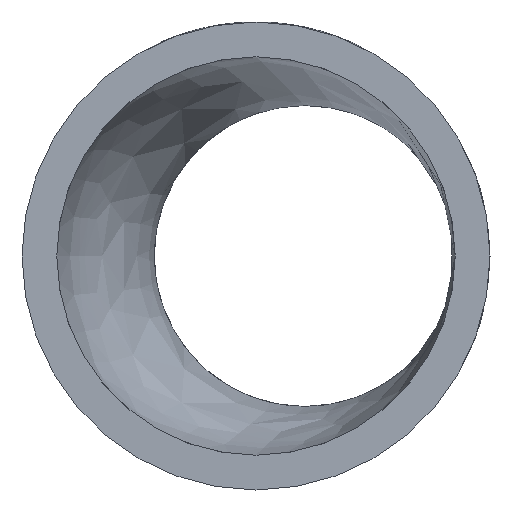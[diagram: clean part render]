
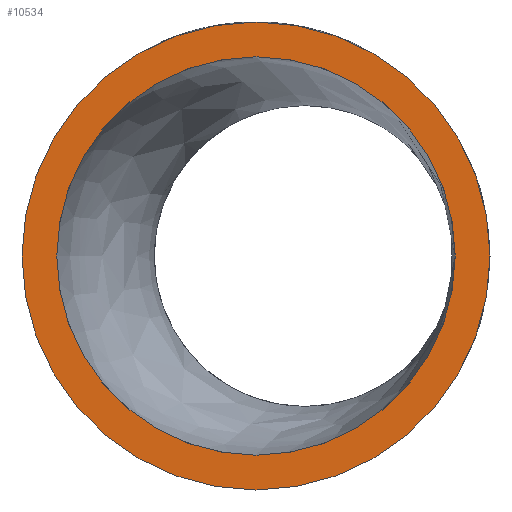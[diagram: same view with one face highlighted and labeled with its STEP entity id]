
A CAD part, left-side view. The second image highlights one B-rep face of the part: STEP entity #10534.
In plain terms, the highlighted planar face has unit normal (-1, 0, 0).
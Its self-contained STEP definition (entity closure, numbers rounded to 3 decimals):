
#17 = PLANE ( 'NONE',  #7241 ) ;
#626 = CARTESIAN_POINT ( 'NONE',  ( 0., 0., 0. ) ) ;
#682 = VERTEX_POINT ( 'NONE', #10400 ) ;
#1035 = FACE_BOUND ( 'NONE', #3603, .T. ) ;
#1484 = ORIENTED_EDGE ( 'NONE', *, *, #2714, .T. ) ;
#2496 = AXIS2_PLACEMENT_3D ( 'NONE', #626, #5052, #8703 ) ;
#2714 = EDGE_CURVE ( 'NONE', #10343, #10343, #11418, .T. ) ;
#3180 = EDGE_LOOP ( 'NONE', ( #1484 ) ) ;
#3603 = EDGE_LOOP ( 'NONE', ( #10921 ) ) ;
#3648 = DIRECTION ( 'NONE',  ( 0., 0., 1. ) ) ;
#3942 = CARTESIAN_POINT ( 'NONE',  ( 0., 0., 0. ) ) ;
#5052 = DIRECTION ( 'NONE',  ( -1., 0., 0. ) ) ;
#5929 = DIRECTION ( 'NONE',  ( 0., 0., 1. ) ) ;
#6424 = DIRECTION ( 'NONE',  ( -1., 0., 0. ) ) ;
#7241 = AXIS2_PLACEMENT_3D ( 'NONE', #9166, #6424, #3648 ) ;
#7440 = CIRCLE ( 'NONE', #2496, 11.45 ) ;
#7570 = DIRECTION ( 'NONE',  ( -1., 0., 0. ) ) ;
#8349 = FACE_OUTER_BOUND ( 'NONE', #3180, .T. ) ;
#8703 = DIRECTION ( 'NONE',  ( 0., 0., 1. ) ) ;
#8824 = CARTESIAN_POINT ( 'NONE',  ( 0., 0., 13.45 ) ) ;
#8894 = EDGE_CURVE ( 'NONE', #682, #682, #7440, .T. ) ;
#9166 = CARTESIAN_POINT ( 'NONE',  ( 0., 0., 0. ) ) ;
#10279 = AXIS2_PLACEMENT_3D ( 'NONE', #3942, #7570, #5929 ) ;
#10343 = VERTEX_POINT ( 'NONE', #8824 ) ;
#10400 = CARTESIAN_POINT ( 'NONE',  ( 0., 0., 11.45 ) ) ;
#10534 = ADVANCED_FACE ( 'NONE', ( #1035, #8349 ), #17, .T. ) ;
#10921 = ORIENTED_EDGE ( 'NONE', *, *, #8894, .F. ) ;
#11418 = CIRCLE ( 'NONE', #10279, 13.45 ) ;
